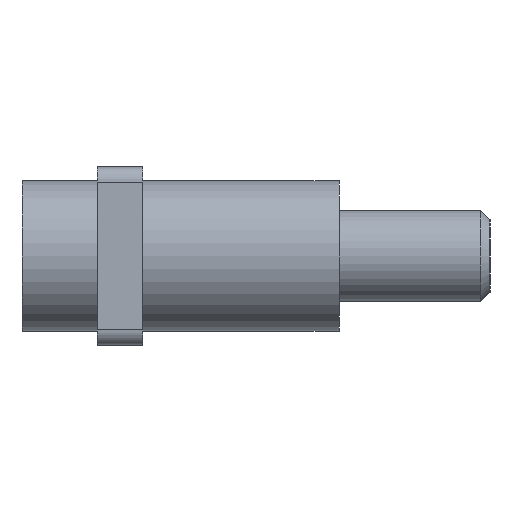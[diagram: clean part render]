
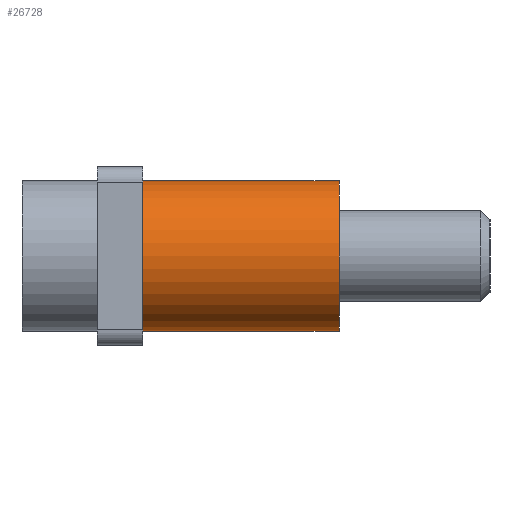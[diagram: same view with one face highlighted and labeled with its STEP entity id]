
A CAD part, left-side view. The second image highlights one B-rep face of the part: STEP entity #26728.
In plain terms, the highlighted cylindrical face has radius 2.5 mm (diameter 5 mm), a partial arc.
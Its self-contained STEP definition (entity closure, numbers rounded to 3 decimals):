
#4092 = CARTESIAN_POINT ( 'NONE',  ( -32.095, -2.751, 4.048 ) ) ;
#4114 = ORIENTED_EDGE ( 'NONE', *, *, #14662, .T. ) ;
#4574 = VECTOR ( 'NONE', #21416, 1000. ) ;
#6535 = CARTESIAN_POINT ( 'NONE',  ( -32.095, -2.751, 6.548 ) ) ;
#7746 = ORIENTED_EDGE ( 'NONE', *, *, #14707, .F. ) ;
#8585 = AXIS2_PLACEMENT_3D ( 'NONE', #11558, #11367, #10968 ) ;
#8626 = AXIS2_PLACEMENT_3D ( 'NONE', #15665, #15565, #14549 ) ;
#9039 = VERTEX_POINT ( 'NONE', #12519 ) ;
#9551 = CYLINDRICAL_SURFACE ( 'NONE', #25361, 2.5 ) ;
#10885 = CIRCLE ( 'NONE', #8626, 2.5 ) ;
#10968 = DIRECTION ( 'NONE',  ( 0., 0., 1. ) ) ;
#11367 = DIRECTION ( 'NONE',  ( 0., 1., 0. ) ) ;
#11558 = CARTESIAN_POINT ( 'NONE',  ( -32.095, -2.751, 4.048 ) ) ;
#12383 = LINE ( 'NONE', #20724, #23360 ) ;
#12519 = CARTESIAN_POINT ( 'NONE',  ( -32.095, -9.251, 1.548 ) ) ;
#12547 = ORIENTED_EDGE ( 'NONE', *, *, #14625, .F. ) ;
#13022 = VERTEX_POINT ( 'NONE', #6535 ) ;
#14172 = ORIENTED_EDGE ( 'NONE', *, *, #14659, .T. ) ;
#14194 = VERTEX_POINT ( 'NONE', #27994 ) ;
#14329 = VERTEX_POINT ( 'NONE', #23179 ) ;
#14549 = DIRECTION ( 'NONE',  ( 0., 0., 1. ) ) ;
#14625 = EDGE_CURVE ( 'NONE', #9039, #14194, #12383, .T. ) ;
#14659 = EDGE_CURVE ( 'NONE', #14329, #13022, #29376, .T. ) ;
#14662 = EDGE_CURVE ( 'NONE', #9039, #14329, #10885, .T. ) ;
#14707 = EDGE_CURVE ( 'NONE', #14194, #13022, #17117, .T. ) ;
#15565 = DIRECTION ( 'NONE',  ( 0., 1., 0. ) ) ;
#15665 = CARTESIAN_POINT ( 'NONE',  ( -32.095, -9.251, 4.048 ) ) ;
#15948 = DIRECTION ( 'NONE',  ( 0., 0., 1. ) ) ;
#17117 = CIRCLE ( 'NONE', #8585, 2.5 ) ;
#17119 = EDGE_LOOP ( 'NONE', ( #12547, #4114, #14172, #7746 ) ) ;
#17966 = FACE_OUTER_BOUND ( 'NONE', #17119, .T. ) ;
#18665 = CARTESIAN_POINT ( 'NONE',  ( -32.095, -2.751, 6.548 ) ) ;
#20613 = DIRECTION ( 'NONE',  ( 0., 1., 0. ) ) ;
#20724 = CARTESIAN_POINT ( 'NONE',  ( -32.095, -2.751, 1.548 ) ) ;
#21416 = DIRECTION ( 'NONE',  ( 0., 1., 0. ) ) ;
#23179 = CARTESIAN_POINT ( 'NONE',  ( -32.095, -9.251, 6.548 ) ) ;
#23360 = VECTOR ( 'NONE', #23676, 1000. ) ;
#23676 = DIRECTION ( 'NONE',  ( 0., 1., 0. ) ) ;
#25361 = AXIS2_PLACEMENT_3D ( 'NONE', #4092, #20613, #15948 ) ;
#26728 = ADVANCED_FACE ( 'NONE', ( #17966 ), #9551, .T. ) ;
#27994 = CARTESIAN_POINT ( 'NONE',  ( -32.095, -2.751, 1.548 ) ) ;
#29376 = LINE ( 'NONE', #18665, #4574 ) ;
